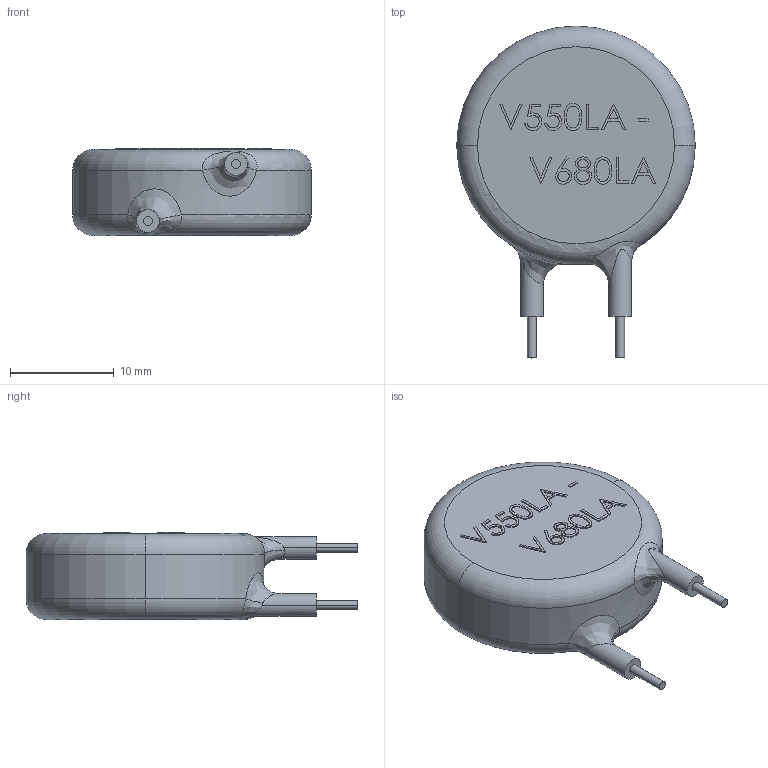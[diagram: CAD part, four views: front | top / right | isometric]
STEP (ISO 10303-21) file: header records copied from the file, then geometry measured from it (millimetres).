
FILE_DESCRIPTION (( 'STEP AP214' ), '1' );
FILE_NAME ('D4D20BF3-2855-4A95-904A-26283B114BC6.STEP', '2025-10-15T01:42:41', ( '' ), ( '' ), 'SwSTEP 2.0', 'SolidWorks 2022', '' );
FILE_SCHEMA (( 'AUTOMOTIVE_DESIGN' ));
Length unit declared in the file: millimetre
Products named in the file (1): D4D20BF3-2855-4A95-904A-26283B114BC6
Bounding box: 23 x 32 x 8.4 mm (x, y, z)
Volume: 3390.7 mm3; surface area: 1451.3 mm2
Topology: 16 solids, 16 shells, 179 faces, 433 edges, 286 vertices
Faces by surface type: plane 101, bspline 64, cylinder 10, torus 4
Entity records: 11697 total; most frequent: CARTESIAN_POINT 5967, ORIENTED_EDGE 866, DIRECTION 555, EDGE_CURVE 433, VERTEX_POINT 286, LINE 271, VECTOR 271, EDGE_LOOP 193
